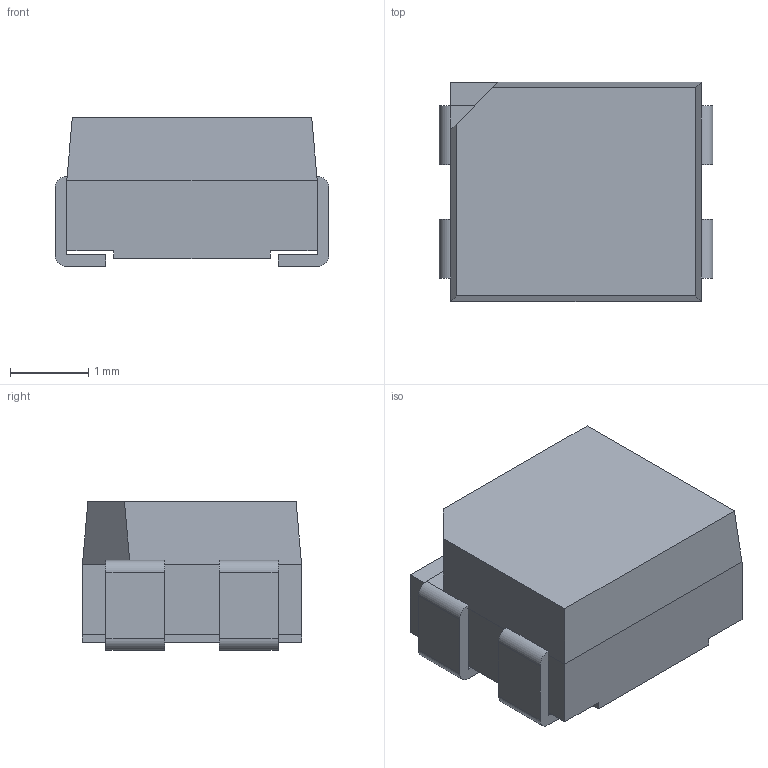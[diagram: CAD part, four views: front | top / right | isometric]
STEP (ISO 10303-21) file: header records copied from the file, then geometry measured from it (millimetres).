
FILE_DESCRIPTION(/* description */ (''),/* implementation_level */ '2;1');
FILE_NAME(/* name */ 'LED_Cree-PLCC4_3.2x2.8mm.step',/* time_stamp */ '2017-03-06T21:01:03-08:00',/* author */ (''),/* organization */ (''),/* preprocessor_version */ 'ST-DEVELOPER v16.5',/* originating_system */ 'Autodesk Translation Framework v5.2.0.2920',/* authorisation */ '');
FILE_SCHEMA (('AUTOMOTIVE_DESIGN { 1 0 10303 214 3 1 1 }'));
Length unit declared in the file: millimetre
Products named in the file (1): LED_Cree-PLCC4_3.2x2.8mm v0
Bounding box: 3.5 x 2.8 x 1.9 mm (x, y, z)
Volume: 13.8 mm3; surface area: 77.1 mm2
Topology: 6 solids, 6 shells, 67 faces, 162 edges, 108 vertices
Faces by surface type: plane 58, cylinder 8, cone 1
Entity records: 1967 total; most frequent: CARTESIAN_POINT 337, ORIENTED_EDGE 322, DIRECTION 315, EDGE_CURVE 161, LINE 143, VECTOR 143, VERTEX_POINT 108, AXIS2_PLACEMENT_3D 86
